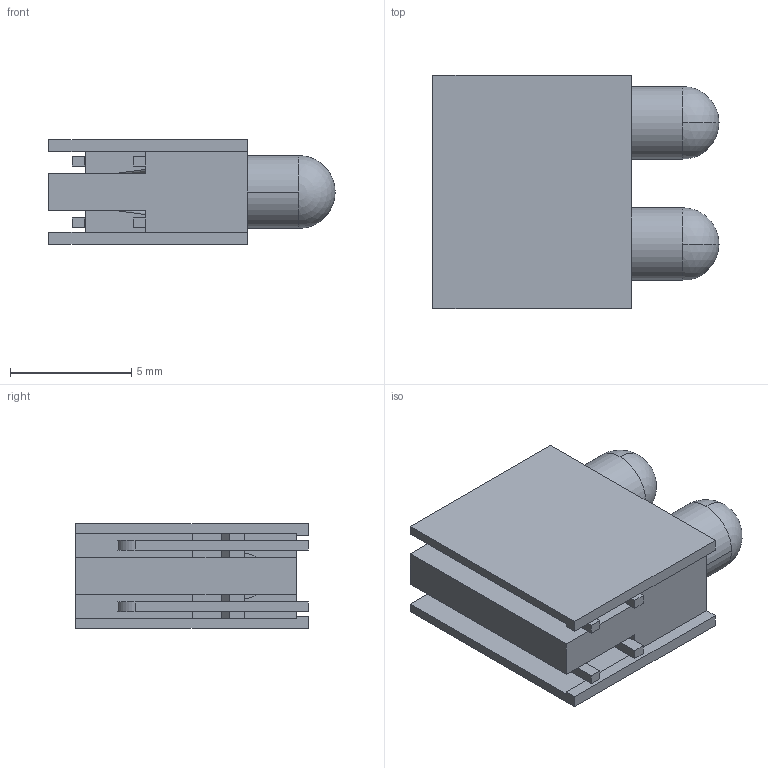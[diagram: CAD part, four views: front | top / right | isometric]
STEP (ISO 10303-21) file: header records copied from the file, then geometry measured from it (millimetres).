
FILE_DESCRIPTION (( 'STEP AP214' ), '1' );
FILE_NAME ('FIX-LED-307.step', '2022-11-14T11:48:08', ( 'user' ), ( '' ), 'SwSTEP 2.0', 'SolidWorks 2021', '' );
FILE_SCHEMA (( 'AUTOMOTIVE_DESIGN' ));
Length unit declared in the file: millimetre
Products named in the file (1): FIX-LED-307
Bounding box: 11.8 x 9.6 x 4.3 mm (x, y, z)
Volume: 306.3 mm3; surface area: 713.6 mm2
Topology: 7 solids, 7 shells, 122 faces, 290 edges, 178 vertices
Faces by surface type: plane 92, cylinder 22, cone 4, sphere 4
Entity records: 3544 total; most frequent: CARTESIAN_POINT 609, DIRECTION 594, ORIENTED_EDGE 572, EDGE_CURVE 286, VECTOR 220, LINE 220, AXIS2_PLACEMENT_3D 187, VERTEX_POINT 178
